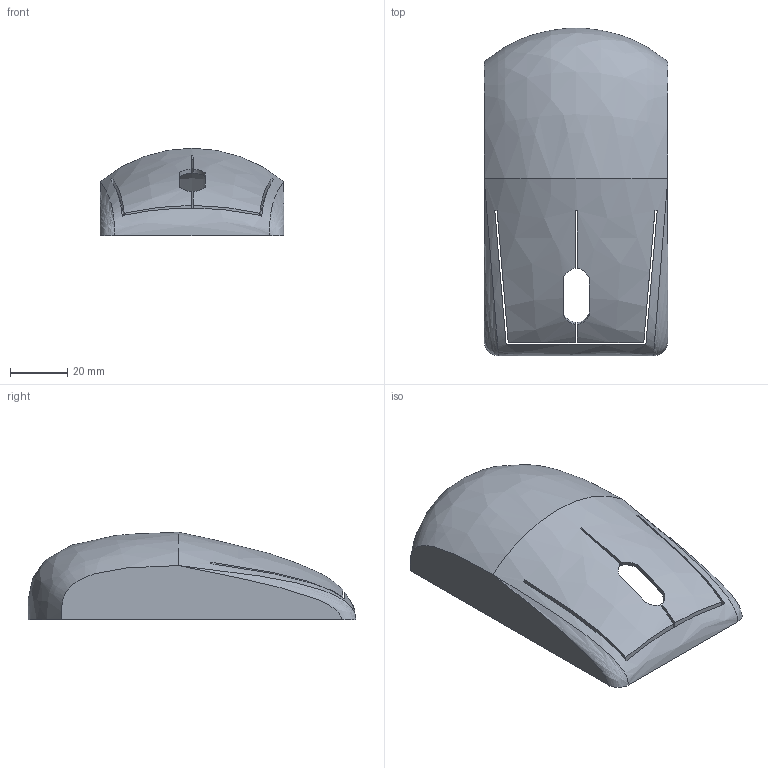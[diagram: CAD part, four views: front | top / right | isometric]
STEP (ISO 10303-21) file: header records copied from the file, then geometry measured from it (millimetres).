
FILE_DESCRIPTION(/* description */ ('STEP AP242','CAx-IF Rec.Pracs.---Representation and Presentation of Product Manufacturing Information (PMI)---4.0---2014-10-13','CAx-IF Rec.Pracs.---3D Tessellated Geometry---0.4---2014-09-14','2;1'),/* implementation_level */ '2;1');
FILE_NAME(/* name */ '6871639e38acdb4d2a554bba',/* time_stamp */ '2025-07-11T19:18:55Z',/* author */ (''),/* organization */ (''),/* preprocessor_version */ 'ST-DEVELOPER v20',/* originating_system */ 'ONSHAPE BY PTC INC, 1.200',/* authorisation */ ' ');
FILE_SCHEMA (('AP242_MANAGED_MODEL_BASED_3D_ENGINEERING_MIM_LF { 1 0 10303 442 1 1 4 }'));
Length unit declared in the file: metre
Products named in the file (1): Part 3
Bounding box: 63.93 x 114.11 x 30.47 mm (x, y, z)
Volume: 26382 mm3; surface area: 24336.9 mm2
Topology: 1 solids, 1 shells, 50 faces, 132 edges, 83 vertices
Faces by surface type: plane 31, bspline 13, cylinder 4, torus 2
Full cylindrical faces by diameter (mm): 1.85 x1, 2.8 x2
Entity records: 3111 total; most frequent: CARTESIAN_POINT 2080, ORIENTED_EDGE 246, DIRECTION 134, EDGE_CURVE 123, VERTEX_POINT 81, B_SPLINE_CURVE_WITH_KNOTS 79, EDGE_LOOP 58, FACE_BOUND 58
